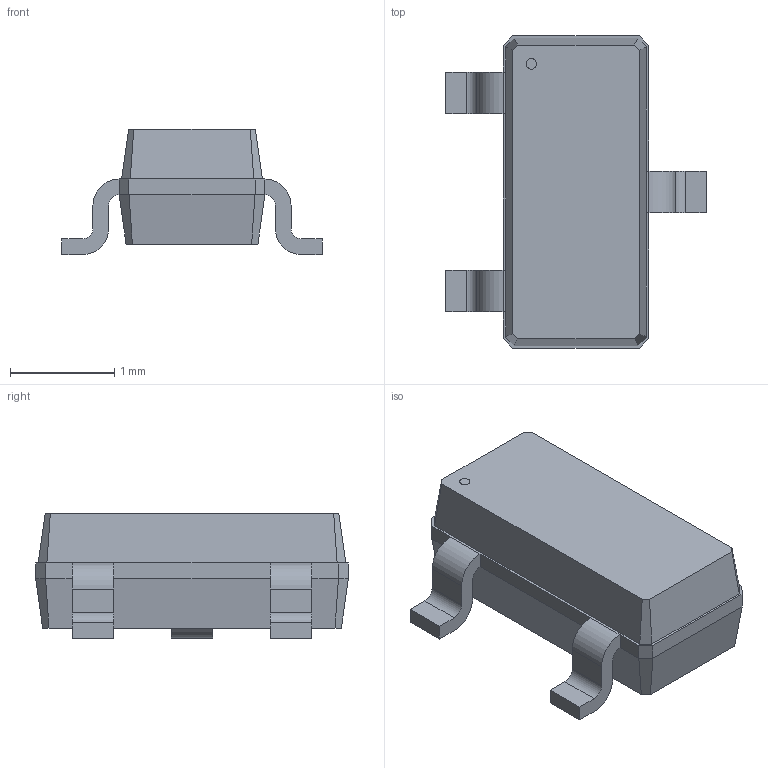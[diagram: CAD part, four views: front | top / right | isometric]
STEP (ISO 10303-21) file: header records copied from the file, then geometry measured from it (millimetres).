
FILE_DESCRIPTION(/* description */ ('model of SOT-23-3'),/* implementation_level */ '2;1');
FILE_NAME(/* name */ 'SOT-23-3.step',/* time_stamp */ '2024-05-25T05:26:17',/* author */ ('KiCAD','kicad'),/* organization */ ('OCCT'),/* preprocessor_version */ '',/* originating_system */ 'KiCAD',/* authorisation */ '');
FILE_SCHEMA(('AUTOMOTIVE_DESIGN { 1 0 10303 214 1 1 1 1 }'));
Length unit declared in the file: millimetre
Products named in the file (1): SOT-23-3
Bounding box: 2.5 x 3 x 1.2 mm (x, y, z)
Volume: 4.4 mm3; surface area: 19.7 mm2
Topology: 1 solids, 1 shells, 69 faces, 173 edges, 107 vertices
Faces by surface type: plane 41, bspline 16, cylinder 12
Entity records: 2623 total; most frequent: CARTESIAN_POINT 422, ORIENTED_EDGE 346, DIRECTION 282, EDGE_CURVE 173, LINE 124, VECTOR 124, VERTEX_POINT 107, AXIS2_PLACEMENT_3D 79
